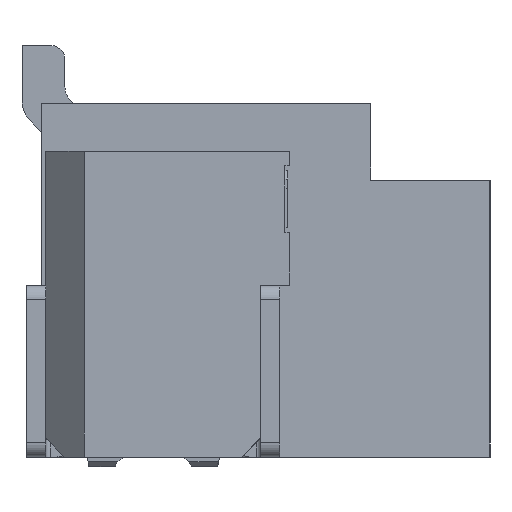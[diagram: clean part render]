
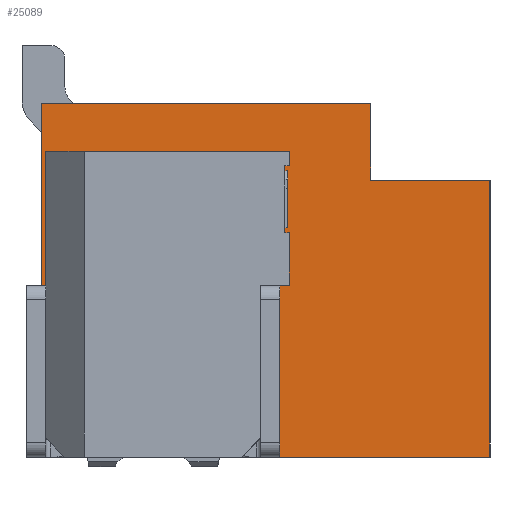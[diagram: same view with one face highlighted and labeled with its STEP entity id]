
A CAD part, left-side view. The second image highlights one B-rep face of the part: STEP entity #25089.
In plain terms, the highlighted planar face has unit normal (-1, 0, 0).
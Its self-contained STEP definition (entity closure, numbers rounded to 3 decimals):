
#5=DIRECTION('',(0.,1.,0.));
#6=VECTOR('',#5,3.45);
#7=CARTESIAN_POINT('',(-7.225,-1.45,3.7));
#8=LINE('',#7,#6);
#218=DIRECTION('',(0.,0.,1.));
#219=VECTOR('',#218,0.8);
#220=CARTESIAN_POINT('',(-7.225,-1.45,2.9));
#221=LINE('',#220,#219);
#254=DIRECTION('',(0.,0.,1.));
#255=VECTOR('',#254,2.9);
#256=CARTESIAN_POINT('',(-7.225,-2.7,0.));
#257=LINE('',#256,#255);
#470=DIRECTION('',(0.,-1.,0.));
#471=VECTOR('',#470,0.05);
#472=CARTESIAN_POINT('',(-7.225,2.,0.));
#473=LINE('',#472,#471);
#474=DIRECTION('',(0.,-1.,0.));
#475=VECTOR('',#474,2.4);
#476=CARTESIAN_POINT('',(-7.225,-0.3,0.));
#477=LINE('',#476,#475);
#8940=DIRECTION('',(0.,0.,-1.));
#8941=VECTOR('',#8940,3.7);
#8942=CARTESIAN_POINT('',(-7.225,2.,3.7));
#8943=LINE('',#8942,#8941);
#8948=DIRECTION('',(0.,-1.,0.));
#8949=VECTOR('',#8948,1.25);
#8950=CARTESIAN_POINT('',(-7.225,-1.45,2.9));
#8951=LINE('',#8950,#8949);
#8952=DIRECTION('',(0.,1.,0.));
#8953=VECTOR('',#8952,0.05);
#8954=CARTESIAN_POINT('',(-7.225,-0.6,2.35));
#8955=LINE('',#8954,#8953);
#8968=DIRECTION('',(0.,0.,1.));
#8969=VECTOR('',#8968,3.2);
#8970=CARTESIAN_POINT('',(-7.225,1.95,0.));
#8971=LINE('',#8970,#8969);
#9322=DIRECTION('',(0.,-1.,0.));
#9323=VECTOR('',#9322,2.55);
#9324=CARTESIAN_POINT('',(-7.225,1.95,3.2));
#9325=LINE('',#9324,#9323);
#9378=DIRECTION('',(0.,0.,-1.));
#9379=VECTOR('',#9378,0.15);
#9380=CARTESIAN_POINT('',(-7.225,-0.6,3.2));
#9381=LINE('',#9380,#9379);
#9382=DIRECTION('',(0.,1.,0.));
#9383=VECTOR('',#9382,0.05);
#9384=CARTESIAN_POINT('',(-7.225,-0.6,3.05));
#9385=LINE('',#9384,#9383);
#9394=DIRECTION('',(0.,0.,-1.));
#9395=VECTOR('',#9394,0.7);
#9396=CARTESIAN_POINT('',(-7.225,-0.55,3.05));
#9397=LINE('',#9396,#9395);
#9526=DIRECTION('',(0.,0.,-1.));
#9527=VECTOR('',#9526,0.55);
#9528=CARTESIAN_POINT('',(-7.225,-0.6,2.35));
#9529=LINE('',#9528,#9527);
#9547=DIRECTION('',(0.,1.,0.));
#9548=VECTOR('',#9547,0.3);
#9549=CARTESIAN_POINT('',(-7.225,-0.6,1.8));
#9550=LINE('',#9549,#9548);
#9579=DIRECTION('',(0.,0.,-1.));
#9580=VECTOR('',#9579,1.8);
#9581=CARTESIAN_POINT('',(-7.225,-0.3,1.8));
#9582=LINE('',#9581,#9580);
#10815=CARTESIAN_POINT('',(-7.225,-1.45,3.7));
#10817=VERTEX_POINT('',#10815);
#10818=CARTESIAN_POINT('',(-7.225,2.,3.7));
#10819=VERTEX_POINT('',#10818);
#10924=CARTESIAN_POINT('',(-7.225,-1.45,2.9));
#10925=VERTEX_POINT('',#10924);
#10938=CARTESIAN_POINT('',(-7.225,-2.7,2.9));
#10940=VERTEX_POINT('',#10938);
#10954=CARTESIAN_POINT('',(-7.225,-2.7,0.));
#10955=VERTEX_POINT('',#10954);
#11368=CARTESIAN_POINT('',(-7.225,2.,0.));
#11369=VERTEX_POINT('',#11368);
#11370=CARTESIAN_POINT('',(-7.225,1.95,0.));
#11371=VERTEX_POINT('',#11370);
#11372=CARTESIAN_POINT('',(-7.225,-0.3,0.));
#11373=VERTEX_POINT('',#11372);
#13491=CARTESIAN_POINT('',(-7.225,1.95,3.2));
#13492=VERTEX_POINT('',#13491);
#13493=CARTESIAN_POINT('',(-7.225,-0.3,1.8));
#13494=VERTEX_POINT('',#13493);
#13495=CARTESIAN_POINT('',(-7.225,-0.6,1.8));
#13496=VERTEX_POINT('',#13495);
#13497=CARTESIAN_POINT('',(-7.225,-0.6,2.35));
#13498=VERTEX_POINT('',#13497);
#13499=CARTESIAN_POINT('',(-7.225,-0.55,2.35));
#13500=VERTEX_POINT('',#13499);
#13501=CARTESIAN_POINT('',(-7.225,-0.55,3.05));
#13502=VERTEX_POINT('',#13501);
#13503=CARTESIAN_POINT('',(-7.225,-0.6,3.05));
#13504=VERTEX_POINT('',#13503);
#13505=CARTESIAN_POINT('',(-7.225,-0.6,3.2));
#13506=VERTEX_POINT('',#13505);
#25057=CARTESIAN_POINT('',(-7.225,-0.35,1.85));
#25058=DIRECTION('',(1.,0.,0.));
#25059=DIRECTION('',(0.,1.,0.));
#25060=AXIS2_PLACEMENT_3D('',#25057,#25058,#25059);
#25061=PLANE('',#25060);
#25063=ORIENTED_EDGE('',*,*,#25062,.F.);
#25064=ORIENTED_EDGE('',*,*,#14374,.F.);
#25065=ORIENTED_EDGE('',*,*,#25051,.F.);
#25066=ORIENTED_EDGE('',*,*,#14038,.F.);
#25067=ORIENTED_EDGE('',*,*,#14157,.F.);
#25068=ORIENTED_EDGE('',*,*,#14228,.T.);
#25069=ORIENTED_EDGE('',*,*,#14244,.F.);
#25070=ORIENTED_EDGE('',*,*,#14378,.F.);
#25072=ORIENTED_EDGE('',*,*,#25071,.F.);
#25074=ORIENTED_EDGE('',*,*,#25073,.F.);
#25076=ORIENTED_EDGE('',*,*,#25075,.F.);
#25078=ORIENTED_EDGE('',*,*,#25077,.T.);
#25080=ORIENTED_EDGE('',*,*,#25079,.F.);
#25082=ORIENTED_EDGE('',*,*,#25081,.F.);
#25084=ORIENTED_EDGE('',*,*,#25083,.F.);
#25086=ORIENTED_EDGE('',*,*,#25085,.F.);
#25087=EDGE_LOOP('',(#25063,#25064,#25065,#25066,#25067,#25068,#25069,#25070,
#25072,#25074,#25076,#25078,#25080,#25082,#25084,#25086));
#25088=FACE_OUTER_BOUND('',#25087,.F.);
#14038=EDGE_CURVE('',#10817,#10819,#8,.T.);
#14157=EDGE_CURVE('',#10925,#10817,#221,.T.);
#14228=EDGE_CURVE('',#10925,#10940,#8951,.T.);
#14244=EDGE_CURVE('',#10955,#10940,#257,.T.);
#14374=EDGE_CURVE('',#11369,#11371,#473,.T.);
#14378=EDGE_CURVE('',#11373,#10955,#477,.T.);
#25051=EDGE_CURVE('',#10819,#11369,#8943,.T.);
#25062=EDGE_CURVE('',#11371,#13492,#8971,.T.);
#25071=EDGE_CURVE('',#13494,#11373,#9582,.T.);
#25073=EDGE_CURVE('',#13496,#13494,#9550,.T.);
#25075=EDGE_CURVE('',#13498,#13496,#9529,.T.);
#25077=EDGE_CURVE('',#13498,#13500,#8955,.T.);
#25079=EDGE_CURVE('',#13502,#13500,#9397,.T.);
#25081=EDGE_CURVE('',#13504,#13502,#9385,.T.);
#25083=EDGE_CURVE('',#13506,#13504,#9381,.T.);
#25085=EDGE_CURVE('',#13492,#13506,#9325,.T.);
#25089=ADVANCED_FACE('',(#25088),#25061,.F.);
